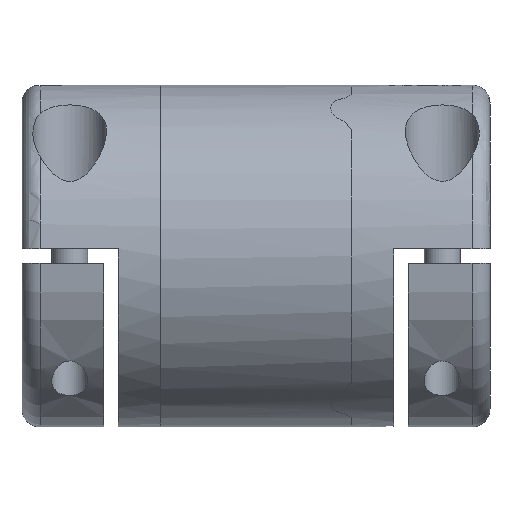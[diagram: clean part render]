
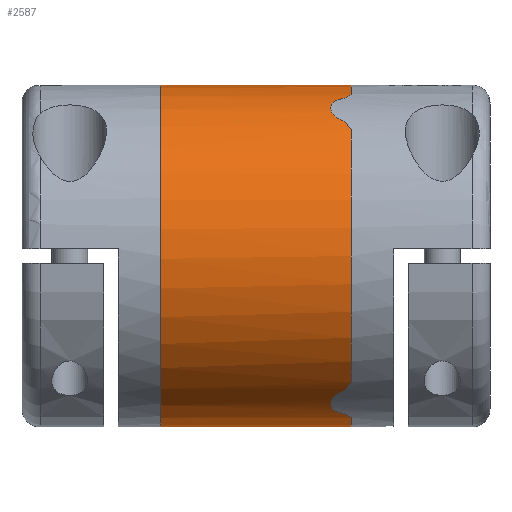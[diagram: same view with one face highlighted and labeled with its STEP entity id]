
A CAD part, front view. The second image highlights one B-rep face of the part: STEP entity #2587.
In plain terms, the highlighted cylindrical face has radius 9.5 mm (diameter 19 mm), a full revolution.
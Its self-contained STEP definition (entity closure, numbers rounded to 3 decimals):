
#49=ELLIPSE('',#2826,11.597,9.5);
#50=ELLIPSE('',#2828,11.597,9.5);
#51=ELLIPSE('',#2829,11.597,9.5);
#52=ELLIPSE('',#2831,11.597,9.5);
#53=ELLIPSE('',#2832,11.597,9.5);
#54=ELLIPSE('',#2834,11.597,9.5);
#55=ELLIPSE('',#2835,11.597,9.5);
#56=ELLIPSE('',#2837,11.597,9.5);
#211=CIRCLE('',#2827,9.5);
#212=CIRCLE('',#2830,9.5);
#213=CIRCLE('',#2833,9.5);
#214=CIRCLE('',#2836,9.5);
#892=ORIENTED_EDGE('',*,*,#1499,.T.);
#893=ORIENTED_EDGE('',*,*,#1500,.T.);
#894=ORIENTED_EDGE('',*,*,#1501,.T.);
#895=ORIENTED_EDGE('',*,*,#1502,.T.);
#896=ORIENTED_EDGE('',*,*,#1503,.T.);
#897=ORIENTED_EDGE('',*,*,#1504,.T.);
#898=ORIENTED_EDGE('',*,*,#1505,.T.);
#899=ORIENTED_EDGE('',*,*,#1506,.T.);
#900=ORIENTED_EDGE('',*,*,#1507,.T.);
#901=ORIENTED_EDGE('',*,*,#1508,.T.);
#902=ORIENTED_EDGE('',*,*,#1509,.F.);
#903=ORIENTED_EDGE('',*,*,#1510,.T.);
#904=ORIENTED_EDGE('',*,*,#1511,.T.);
#905=ORIENTED_EDGE('',*,*,#1512,.T.);
#906=ORIENTED_EDGE('',*,*,#1513,.F.);
#907=ORIENTED_EDGE('',*,*,#1514,.T.);
#1499=EDGE_CURVE('',#1827,#1828,#49,.F.);
#1500=EDGE_CURVE('',#1828,#1829,#211,.T.);
#1501=EDGE_CURVE('',#1829,#1830,#50,.F.);
#1502=EDGE_CURVE('',#1830,#1831,#2014,.T.);
#1503=EDGE_CURVE('',#1831,#1832,#51,.F.);
#1504=EDGE_CURVE('',#1832,#1833,#212,.T.);
#1505=EDGE_CURVE('',#1833,#1834,#52,.F.);
#1506=EDGE_CURVE('',#1834,#1827,#2015,.T.);
#1507=EDGE_CURVE('',#1835,#1836,#2016,.T.);
#1508=EDGE_CURVE('',#1836,#1837,#53,.F.);
#1509=EDGE_CURVE('',#1838,#1837,#213,.T.);
#1510=EDGE_CURVE('',#1838,#1839,#54,.F.);
#1511=EDGE_CURVE('',#1839,#1840,#2017,.T.);
#1512=EDGE_CURVE('',#1840,#1841,#55,.F.);
#1513=EDGE_CURVE('',#1842,#1841,#214,.T.);
#1514=EDGE_CURVE('',#1842,#1835,#56,.F.);
#1827=VERTEX_POINT('',#4114);
#1828=VERTEX_POINT('',#4115);
#1829=VERTEX_POINT('',#4117);
#1830=VERTEX_POINT('',#4119);
#1831=VERTEX_POINT('',#4126);
#1832=VERTEX_POINT('',#4128);
#1833=VERTEX_POINT('',#4130);
#1834=VERTEX_POINT('',#4132);
#1835=VERTEX_POINT('',#4145);
#1836=VERTEX_POINT('',#4146);
#1837=VERTEX_POINT('',#4148);
#1838=VERTEX_POINT('',#4150);
#1839=VERTEX_POINT('',#4152);
#1840=VERTEX_POINT('',#4159);
#1841=VERTEX_POINT('',#4161);
#1842=VERTEX_POINT('',#4163);
#2014=B_SPLINE_CURVE_WITH_KNOTS('',3,(#4120,#4121,#4122,#4123,#4124,#4125),
 .UNSPECIFIED.,.F.,.F.,(4,1,1,4),(0.,0.002,
0.002,0.003),.UNSPECIFIED.);
#2015=B_SPLINE_CURVE_WITH_KNOTS('',3,(#4133,#4134,#4135,#4136,#4137,#4138),
 .UNSPECIFIED.,.F.,.F.,(4,1,1,4),(0.,0.001,
0.002,0.003),.UNSPECIFIED.);
#2016=B_SPLINE_CURVE_WITH_KNOTS('',3,(#4139,#4140,#4141,#4142,#4143,#4144),
 .UNSPECIFIED.,.F.,.F.,(4,1,1,4),(0.,0.002,0.002,
0.003),.UNSPECIFIED.);
#2017=B_SPLINE_CURVE_WITH_KNOTS('',3,(#4153,#4154,#4155,#4156,#4157,#4158),
 .UNSPECIFIED.,.F.,.F.,(4,1,1,4),(0.,0.001,0.002,
0.003),.UNSPECIFIED.);
#2118=EDGE_LOOP('',(#892,#893,#894,#895,#896,#897,#898,#899));
#2119=EDGE_LOOP('',(#900,#901,#902,#903,#904,#905,#906,#907));
#2344=FACE_BOUND('',#2118,.T.);
#2345=FACE_BOUND('',#2119,.T.);
#2505=CYLINDRICAL_SURFACE('',#2825,9.5);
#2587=ADVANCED_FACE('',(#2344,#2345),#2505,.T.);
#2825=AXIS2_PLACEMENT_3D('',#4112,#3254,#3255);
#2826=AXIS2_PLACEMENT_3D('',#4113,#3256,#3257);
#2827=AXIS2_PLACEMENT_3D('',#4116,#3258,#3259);
#2828=AXIS2_PLACEMENT_3D('',#4118,#3260,#3261);
#2829=AXIS2_PLACEMENT_3D('',#4127,#3262,#3263);
#2830=AXIS2_PLACEMENT_3D('',#4129,#3264,#3265);
#2831=AXIS2_PLACEMENT_3D('',#4131,#3266,#3267);
#2832=AXIS2_PLACEMENT_3D('',#4147,#3268,#3269);
#2833=AXIS2_PLACEMENT_3D('',#4149,#3270,#3271);
#2834=AXIS2_PLACEMENT_3D('',#4151,#3272,#3273);
#2835=AXIS2_PLACEMENT_3D('',#4160,#3274,#3275);
#2836=AXIS2_PLACEMENT_3D('',#4162,#3276,#3277);
#2837=AXIS2_PLACEMENT_3D('',#4164,#3278,#3279);
#3254=DIRECTION('',(1.,0.,0.));
#3255=DIRECTION('',(0.,0.,-1.));
#3256=DIRECTION('',(-0.819,-0.574,0.));
#3257=DIRECTION('',(0.574,-0.819,0.));
#3258=DIRECTION('',(1.,0.,0.));
#3259=DIRECTION('',(0.,0.,-1.));
#3260=DIRECTION('',(-0.819,-0.574,0.));
#3261=DIRECTION('',(0.574,-0.819,0.));
#3262=DIRECTION('',(-0.819,0.574,0.));
#3263=DIRECTION('',(0.574,0.819,0.));
#3264=DIRECTION('',(1.,0.,0.));
#3265=DIRECTION('',(0.,0.,-1.));
#3266=DIRECTION('',(-0.819,0.574,0.));
#3267=DIRECTION('',(0.574,0.819,0.));
#3268=DIRECTION('',(0.819,-0.574,0.));
#3269=DIRECTION('',(0.574,0.819,0.));
#3270=DIRECTION('',(1.,0.,0.));
#3271=DIRECTION('',(0.,0.,-1.));
#3272=DIRECTION('',(0.819,-0.574,0.));
#3273=DIRECTION('',(0.574,0.819,0.));
#3274=DIRECTION('',(0.819,0.574,0.));
#3275=DIRECTION('',(0.574,-0.819,0.));
#3276=DIRECTION('',(1.,0.,0.));
#3277=DIRECTION('',(0.,0.,-1.));
#3278=DIRECTION('',(0.819,0.574,0.));
#3279=DIRECTION('',(0.574,-0.819,0.));
#4112=CARTESIAN_POINT('',(10.6,0.,0.));
#4113=CARTESIAN_POINT('',(4.481,0.,0.));
#4114=CARTESIAN_POINT('',(0.395,5.835,-7.497));
#4115=CARTESIAN_POINT('',(0.,6.4,-7.021));
#4116=CARTESIAN_POINT('',(0.,0.,0.));
#4117=CARTESIAN_POINT('',(0.,6.4,7.021));
#4118=CARTESIAN_POINT('',(4.481,0.,0.));
#4119=CARTESIAN_POINT('',(0.395,5.835,7.497));
#4120=CARTESIAN_POINT('',(0.395,5.835,7.497));
#4121=CARTESIAN_POINT('',(0.872,5.662,7.632));
#4122=CARTESIAN_POINT('',(1.279,5.019,8.1));
#4123=CARTESIAN_POINT('',(1.041,4.093,8.582));
#4124=CARTESIAN_POINT('',(0.639,3.754,8.728));
#4125=CARTESIAN_POINT('',(0.395,3.665,8.765));
#4126=CARTESIAN_POINT('',(0.395,3.665,8.765));
#4127=CARTESIAN_POINT('',(-2.171,0.,0.));
#4128=CARTESIAN_POINT('',(0.,3.1,8.98));
#4129=CARTESIAN_POINT('',(0.,0.,0.));
#4130=CARTESIAN_POINT('',(0.,3.1,-8.98));
#4131=CARTESIAN_POINT('',(-2.171,0.,0.));
#4132=CARTESIAN_POINT('',(0.395,3.665,-8.765));
#4133=CARTESIAN_POINT('',(0.395,3.665,-8.765));
#4134=CARTESIAN_POINT('',(0.639,3.753,-8.728));
#4135=CARTESIAN_POINT('',(1.042,4.093,-8.582));
#4136=CARTESIAN_POINT('',(1.279,5.023,-8.098));
#4137=CARTESIAN_POINT('',(0.873,5.661,-7.632));
#4138=CARTESIAN_POINT('',(0.395,5.835,-7.497));
#4139=CARTESIAN_POINT('',(10.205,-5.835,7.497));
#4140=CARTESIAN_POINT('',(9.728,-5.662,7.632));
#4141=CARTESIAN_POINT('',(9.321,-5.019,8.1));
#4142=CARTESIAN_POINT('',(9.559,-4.093,8.582));
#4143=CARTESIAN_POINT('',(9.961,-3.754,8.728));
#4144=CARTESIAN_POINT('',(10.205,-3.665,8.765));
#4145=CARTESIAN_POINT('',(10.205,-5.835,7.497));
#4146=CARTESIAN_POINT('',(10.205,-3.665,8.765));
#4147=CARTESIAN_POINT('',(12.771,0.,0.));
#4148=CARTESIAN_POINT('',(10.6,-3.1,8.98));
#4149=CARTESIAN_POINT('',(10.6,0.,0.));
#4150=CARTESIAN_POINT('',(10.6,-3.1,-8.98));
#4151=CARTESIAN_POINT('',(12.771,0.,0.));
#4152=CARTESIAN_POINT('',(10.205,-3.665,-8.765));
#4153=CARTESIAN_POINT('',(10.205,-3.665,-8.765));
#4154=CARTESIAN_POINT('',(9.961,-3.753,-8.728));
#4155=CARTESIAN_POINT('',(9.558,-4.093,-8.582));
#4156=CARTESIAN_POINT('',(9.321,-5.023,-8.098));
#4157=CARTESIAN_POINT('',(9.727,-5.661,-7.632));
#4158=CARTESIAN_POINT('',(10.205,-5.835,-7.497));
#4159=CARTESIAN_POINT('',(10.205,-5.835,-7.497));
#4160=CARTESIAN_POINT('',(6.119,0.,0.));
#4161=CARTESIAN_POINT('',(10.6,-6.4,-7.021));
#4162=CARTESIAN_POINT('',(10.6,0.,0.));
#4163=CARTESIAN_POINT('',(10.6,-6.4,7.021));
#4164=CARTESIAN_POINT('',(6.119,0.,0.));
